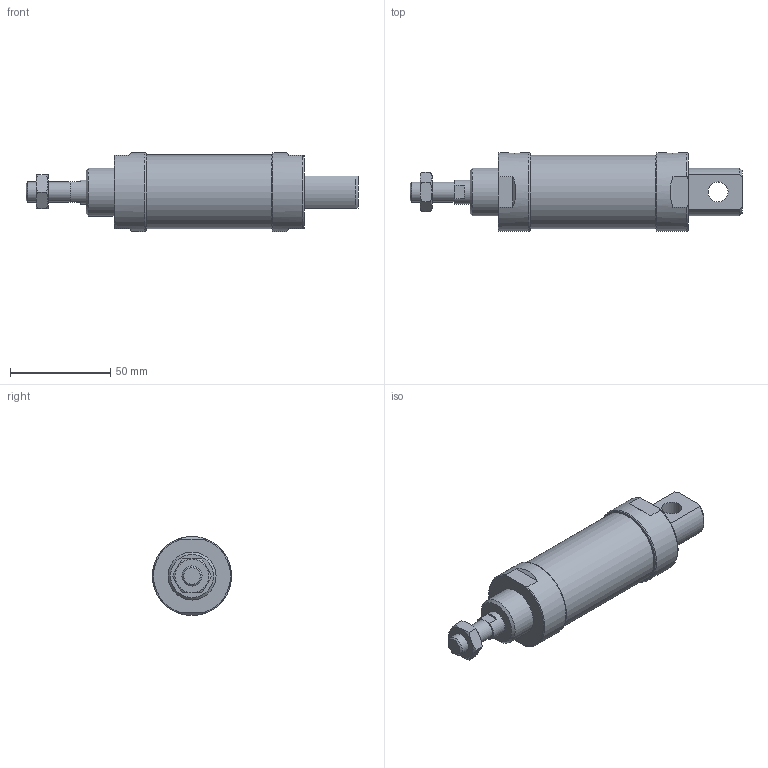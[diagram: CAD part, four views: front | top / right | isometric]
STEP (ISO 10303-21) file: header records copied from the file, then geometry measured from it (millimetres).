
FILE_DESCRIPTION(/* description */ ('STEP AP203'),/* implementation_level */ '2;1');
FILE_NAME(/* name */ 'RAL32X25-0-S()(0)',/* time_stamp */ '2024-05-09T17:00:07+02:00',/* author */ ('License CC BY-ND 4.0'),/* organization */ ('CADENAS'),/* preprocessor_version */ 'ST-DEVELOPER v19.3',/* originating_system */ 'PARTsolutions',/* authorisation */ ' ');
FILE_SCHEMA (('CONFIG_CONTROL_DESIGN'));
Length unit declared in the file: millimetre
Products named in the file (5): RAL32X25-0-S()(0); RAL32X25-0-S(0)-DUMMY; RAL32x25-0-S(0)-body; RAL322510-ROD; RAL32-ROD-NUT
Assembly tree (4 placements, depth 2):
  RAL32X25-0-S()(0)
    RAL32X25-0-S(0)-DUMMY
    RAL32x25-0-S(0)-body
    RAL322510-ROD
    RAL32-ROD-NUT
Bounding box: 166 x 39.5 x 39.5 mm (x, y, z)
Volume: 106539.6 mm3; surface area: 32170.1 mm2
Topology: 3 solids, 3 shells, 78 faces, 169 edges, 107 vertices
Faces by surface type: plane 37, cone 20, cylinder 15, torus 6
Full cylindrical faces by diameter (mm): 8.566 x2, 8.647 x1, 10 x2, 12 x2, 24 x1, 32 x2, 37 x1, 39.5 x2
Entity records: 2167 total; most frequent: CARTESIAN_POINT 478, DIRECTION 334, ORIENTED_EDGE 284, AXIS2_PLACEMENT_3D 147, EDGE_CURVE 142, EDGE_LOOP 112, FACE_BOUND 112, VERTEX_POINT 100
